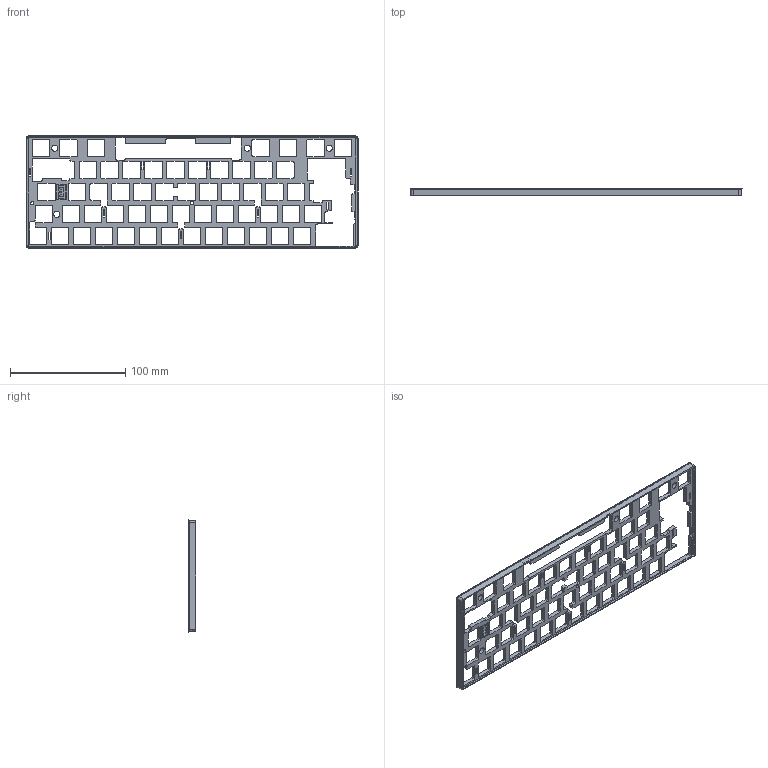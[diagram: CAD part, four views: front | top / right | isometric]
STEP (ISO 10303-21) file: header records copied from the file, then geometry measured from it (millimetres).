
FILE_DESCRIPTION((''),'2;1');
FILE_NAME('FRICTION-FIT-PAD_240619','2025-03-06T14:59:22',('sling'),(''),'CREO PARAMETRIC BY PTC INC, 2019471','CREO PARAMETRIC BY PTC INC, 2019471','');
FILE_SCHEMA(('AUTOMOTIVE_DESIGN { 1 0 10303 214 1 1 1 1 }'));
Length unit declared in the file: millimetre
Products named in the file (1): FRICTION-FIT-PAD_240619
Bounding box: 287.92 x 6.2 x 97.32 mm (x, y, z)
Volume: 37852.3 mm3; surface area: 41920.8 mm2
Topology: 1 solids, 1 shells, 783 faces, 2307 edges, 1530 vertices
Faces by surface type: plane 451, cylinder 320, cone 12
Entity records: 33544 total; most frequent: CARTESIAN_POINT 4633, ORIENTED_EDGE 4614, DIRECTION 4560, PRESENTATION_STYLE_ASSIGNMENT 2313, STYLED_ITEM 2309, CURVE_STYLE 2308, EDGE_CURVE 2307, VECTOR 1637
